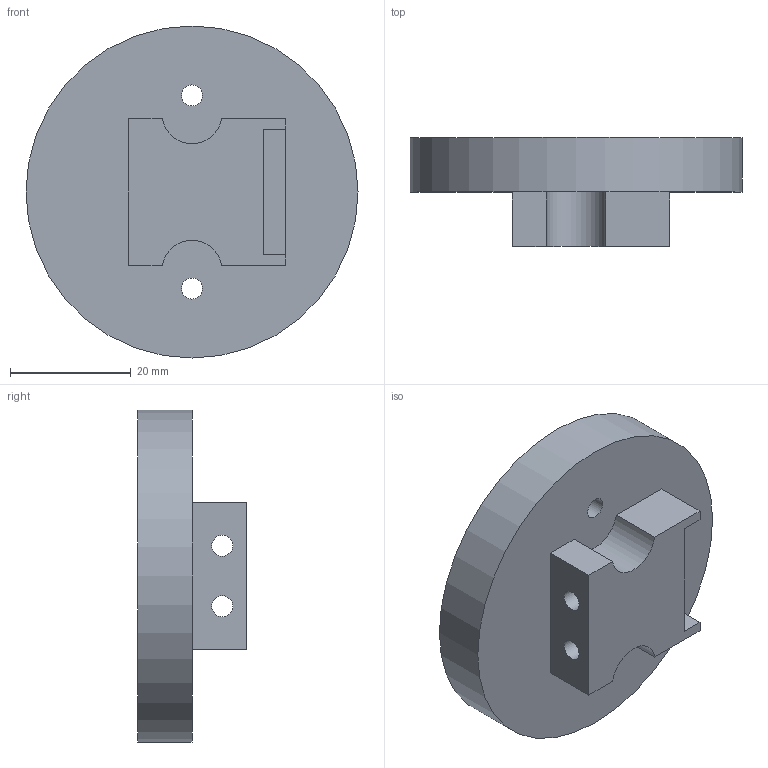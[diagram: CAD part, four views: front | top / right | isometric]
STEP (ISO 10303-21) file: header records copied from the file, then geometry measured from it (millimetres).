
FILE_DESCRIPTION(/* description */ (''),/* implementation_level */ '2;1');
FILE_NAME(/* name */ 'AM_BaseDisk.stp',/* time_stamp */ '2024-11-03T10:22:27-05:00',/* author */ ('yulio'),/* organization */ (''),/* preprocessor_version */ 'ST-DEVELOPER v20',/* originating_system */ 'Autodesk Inventor 2024',/* authorisation */ '');
FILE_SCHEMA (('AUTOMOTIVE_DESIGN { 1 0 10303 214 3 1 1 }'));
Length unit declared in the file: millimetre
Products named in the file (1): BaseDiscoV2
Bounding box: 55 x 18 x 55 mm (x, y, z)
Volume: 25391.5 mm3; surface area: 7953.3 mm2
Topology: 1 solids, 1 shells, 20 faces, 51 edges, 35 vertices
Faces by surface type: plane 13, cylinder 7
Full cylindrical faces by diameter (mm): 3.5 x4, 55 x1
Entity records: 679 total; most frequent: DIRECTION 107, CARTESIAN_POINT 107, ORIENTED_EDGE 102, EDGE_CURVE 51, LINE 37, VECTOR 37, AXIS2_PLACEMENT_3D 35, VERTEX_POINT 34
